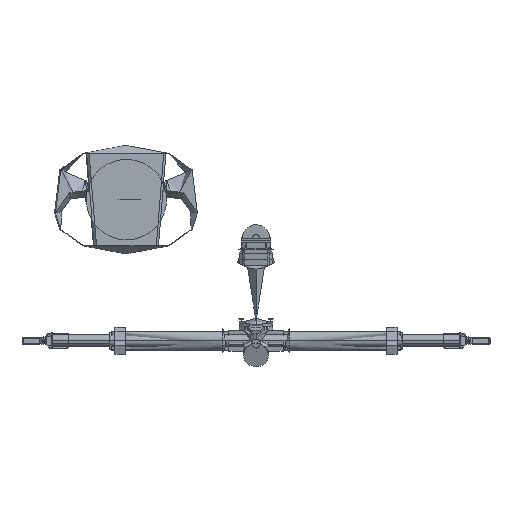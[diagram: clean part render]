
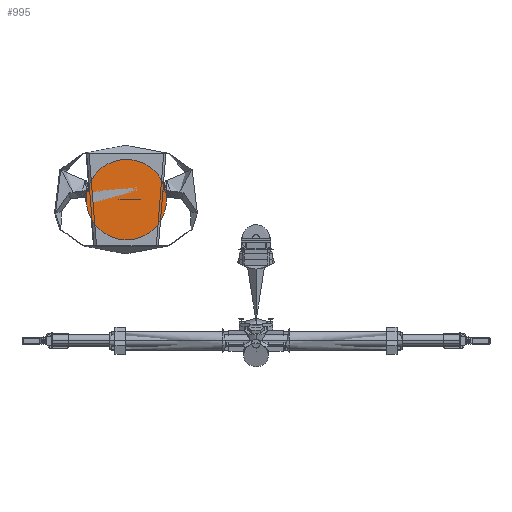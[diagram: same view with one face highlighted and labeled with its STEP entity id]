
A CAD part, left-side view. The second image highlights one B-rep face of the part: STEP entity #995.
In plain terms, the highlighted planar face has unit normal (-0.999, -0.052, 0).
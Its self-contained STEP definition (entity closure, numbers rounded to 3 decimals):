
#541=PLANE('',#6830);
#995=ADVANCED_FACE('',(#1438),#541,.T.);
#1438=FACE_OUTER_BOUND('',#1907,.T.);
#1907=EDGE_LOOP('',(#3729,#3730));
#3729=ORIENTED_EDGE('',*,*,#4877,.T.);
#3730=ORIENTED_EDGE('',*,*,#4885,.T.);
#4877=EDGE_CURVE('',#5552,#5558,#6642,.T.);
#4885=EDGE_CURVE('',#5558,#5552,#6649,.T.);
#5552=VERTEX_POINT('',#22487);
#5558=VERTEX_POINT('',#22493);
#6642=(
BOUNDED_CURVE()
B_SPLINE_CURVE(2,(#22496,#22497,#22498,#22499,#22500),.UNSPECIFIED.,.F.,
 .F.)
B_SPLINE_CURVE_WITH_KNOTS((3,2,3),(-464.956,-348.717,
-232.478),.UNSPECIFIED.)
CURVE()
GEOMETRIC_REPRESENTATION_ITEM()
RATIONAL_B_SPLINE_CURVE((1.,0.707,1.,0.707,1.))
REPRESENTATION_ITEM('')
);
#6649=(
BOUNDED_CURVE()
B_SPLINE_CURVE(2,(#22533,#22534,#22535,#22536,#22537),.UNSPECIFIED.,.F.,
 .F.)
B_SPLINE_CURVE_WITH_KNOTS((3,2,3),(-232.478,-116.239,
0.),.UNSPECIFIED.)
CURVE()
GEOMETRIC_REPRESENTATION_ITEM()
RATIONAL_B_SPLINE_CURVE((1.,0.707,1.,0.707,1.))
REPRESENTATION_ITEM('')
);
#6830=AXIS2_PLACEMENT_3D('',#22296,#6945,$);
#6945=DIRECTION('',(-0.999,-0.052,0.));
#22296=CARTESIAN_POINT('',(916.765,163.326,605.48));
#22487=CARTESIAN_POINT('',(908.942,312.601,530.));
#22493=CARTESIAN_POINT('',(916.688,164.804,530.));
#22496=CARTESIAN_POINT('',(908.942,312.601,530.));
#22497=CARTESIAN_POINT('',(908.942,312.601,456.));
#22498=CARTESIAN_POINT('',(912.815,238.703,456.));
#22499=CARTESIAN_POINT('',(916.688,164.804,456.));
#22500=CARTESIAN_POINT('',(916.688,164.804,530.));
#22533=CARTESIAN_POINT('',(916.688,164.804,530.));
#22534=CARTESIAN_POINT('',(916.688,164.804,604.));
#22535=CARTESIAN_POINT('',(912.815,238.703,604.));
#22536=CARTESIAN_POINT('',(908.942,312.601,604.));
#22537=CARTESIAN_POINT('',(908.942,312.601,530.));
